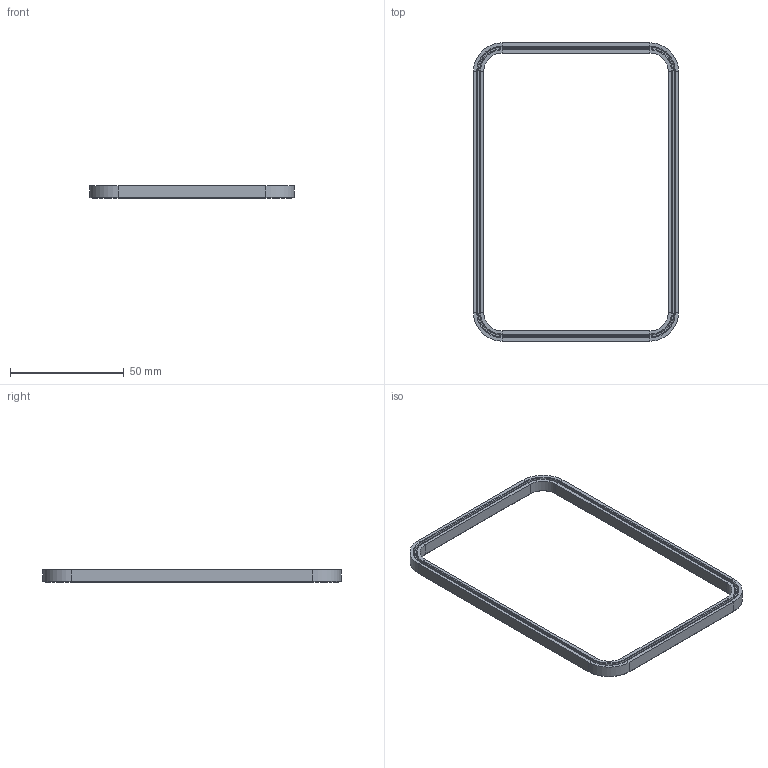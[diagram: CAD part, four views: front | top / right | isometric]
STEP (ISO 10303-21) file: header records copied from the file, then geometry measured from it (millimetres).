
FILE_DESCRIPTION(('CATIA V5 STEP Exchange','CAx-IF Rec.Pracs.--- Model Styling and Organization---1.4--- 2014-01-23'),'2;1');
FILE_NAME ('004536-4_1', '2021-10-06T07:27:16+00:00', ('none'), ('Weidmueller'), 'CATIA Version 5-6 Release 2016 SP3 HF44', 'CATIA V5 STEP AP214', 'none');
FILE_SCHEMA(('AUTOMOTIVE_DESIGN { 1 0 10303 214 1 1 1 1 }'));
Length unit declared in the file: millimetre
Products named in the file (1): 1044670000
Bounding box: 90 x 131 x 5.5 mm (x, y, z)
Volume: 9300.8 mm3; surface area: 8742.9 mm2
Topology: 1 solids, 1 shells, 113 faces, 228 edges, 116 vertices
Faces by surface type: plane 40, cylinder 37, torus 28, cone 8
Entity records: 2654 total; most frequent: ORIENTED_EDGE 456, CARTESIAN_POINT 436, DIRECTION 410, EDGE_CURVE 228, AXIS2_PLACEMENT_3D 206, VERTEX_POINT 116, VECTOR 114, CIRCLE 114
